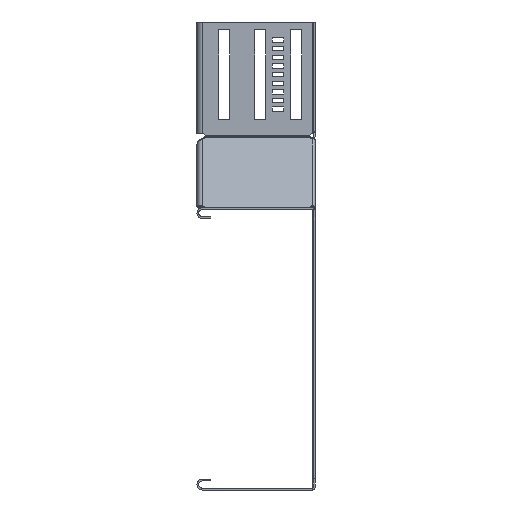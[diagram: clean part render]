
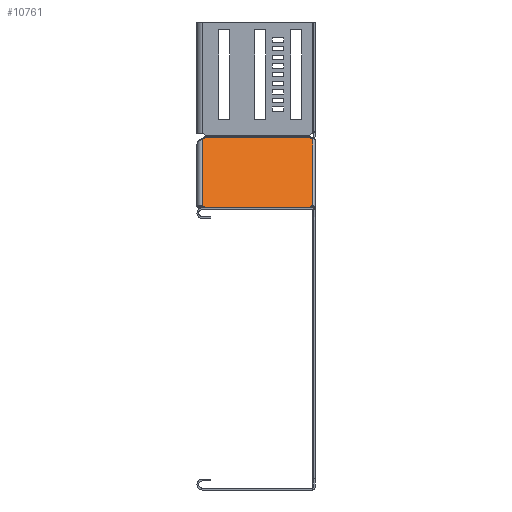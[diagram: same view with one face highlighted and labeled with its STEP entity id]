
A CAD part, left-side view. The second image highlights one B-rep face of the part: STEP entity #10761.
In plain terms, the highlighted face is planar.
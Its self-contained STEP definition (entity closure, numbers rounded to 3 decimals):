
#99 = LINE ( 'NONE', #9234, #15851 ) ;
#330 = EDGE_CURVE ( 'NONE', #19386, #5380, #19098, .T. ) ;
#421 = AXIS2_PLACEMENT_3D ( 'NONE', #12430, #3564, #7827 ) ;
#466 = DIRECTION ( 'NONE',  ( -1., 0., 0. ) ) ;
#594 = AXIS2_PLACEMENT_3D ( 'NONE', #9657, #15360, #15745 ) ;
#1084 = VECTOR ( 'NONE', #3054, 1000. ) ;
#1237 = EDGE_CURVE ( 'NONE', #5540, #2321, #99, .T. ) ;
#1275 = CARTESIAN_POINT ( 'NONE',  ( -15., 1.75, -114.725 ) ) ;
#1330 = DIRECTION ( 'NONE',  ( 0., -1., 0. ) ) ;
#1967 = VERTEX_POINT ( 'NONE', #6182 ) ;
#2074 = CARTESIAN_POINT ( 'NONE',  ( -15., 78.25, -150.101 ) ) ;
#2321 = VERTEX_POINT ( 'NONE', #5471 ) ;
#2696 = LINE ( 'NONE', #8962, #9174 ) ;
#2881 = AXIS2_PLACEMENT_3D ( 'NONE', #13997, #466, #4935 ) ;
#2954 = CARTESIAN_POINT ( 'NONE',  ( -15., 0., -79.72 ) ) ;
#3054 = DIRECTION ( 'NONE',  ( 0., 0., 1. ) ) ;
#3461 = PLANE ( 'NONE',  #421 ) ;
#3564 = DIRECTION ( 'NONE',  ( 1., 0., 0. ) ) ;
#3598 = CARTESIAN_POINT ( 'NONE',  ( -15., 3.716, -149.731 ) ) ;
#3775 = VECTOR ( 'NONE', #18458, 1000. ) ;
#3811 = EDGE_CURVE ( 'NONE', #19386, #9381, #14903, .T. ) ;
#3851 = CIRCLE ( 'NONE', #14991, 2. ) ;
#4403 = DIRECTION ( 'NONE',  ( 1., 0., 0. ) ) ;
#4668 = ORIENTED_EDGE ( 'NONE', *, *, #3811, .T. ) ;
#4935 = DIRECTION ( 'NONE',  ( 0., -1., 0. ) ) ;
#4998 = CARTESIAN_POINT ( 'NONE',  ( -15., 3.716, -79.72 ) ) ;
#5004 = CARTESIAN_POINT ( 'NONE',  ( -15., 77.25, -148.368 ) ) ;
#5041 = ORIENTED_EDGE ( 'NONE', *, *, #18520, .F. ) ;
#5054 = DIRECTION ( 'NONE',  ( -1., 0., 0. ) ) ;
#5182 = ORIENTED_EDGE ( 'NONE', *, *, #14452, .T. ) ;
#5380 = VERTEX_POINT ( 'NONE', #3598 ) ;
#5471 = CARTESIAN_POINT ( 'NONE',  ( -15., 78.25, -81.659 ) ) ;
#5540 = VERTEX_POINT ( 'NONE', #11847 ) ;
#5638 = VECTOR ( 'NONE', #10035, 1000. ) ;
#5670 = CIRCLE ( 'NONE', #594, 2. ) ;
#6182 = CARTESIAN_POINT ( 'NONE',  ( -15., 76.284, -79.72 ) ) ;
#6633 = AXIS2_PLACEMENT_3D ( 'NONE', #19640, #4403, #1330 ) ;
#7827 = DIRECTION ( 'NONE',  ( 0., 1., 0. ) ) ;
#7903 = CARTESIAN_POINT ( 'NONE',  ( -15., 1.75, -148.101 ) ) ;
#8915 = CARTESIAN_POINT ( 'NONE',  ( -15., 76.284, -149.731 ) ) ;
#8962 = CARTESIAN_POINT ( 'NONE',  ( -15., 78.25, -114.725 ) ) ;
#9174 = VECTOR ( 'NONE', #13247, 1000. ) ;
#9234 = CARTESIAN_POINT ( 'NONE',  ( -15., 77.25, -81.082 ) ) ;
#9264 = CARTESIAN_POINT ( 'NONE',  ( -15., 77.25, -148.368 ) ) ;
#9322 = FACE_OUTER_BOUND ( 'NONE', #17172, .T. ) ;
#9381 = VERTEX_POINT ( 'NONE', #16435 ) ;
#9578 = ORIENTED_EDGE ( 'NONE', *, *, #16226, .F. ) ;
#9590 = ORIENTED_EDGE ( 'NONE', *, *, #330, .F. ) ;
#9657 = CARTESIAN_POINT ( 'NONE',  ( -15., 78.25, -79.35 ) ) ;
#9944 = EDGE_CURVE ( 'NONE', #12846, #14604, #3851, .T. ) ;
#10035 = DIRECTION ( 'NONE',  ( 0., 1., 0. ) ) ;
#10231 = EDGE_CURVE ( 'NONE', #11352, #1967, #19690, .T. ) ;
#10761 = ADVANCED_FACE ( 'NONE', ( #9322 ), #3461, .F. ) ;
#11352 = VERTEX_POINT ( 'NONE', #4998 ) ;
#11847 = CARTESIAN_POINT ( 'NONE',  ( -15., 77.25, -81.082 ) ) ;
#12430 = CARTESIAN_POINT ( 'NONE',  ( -15., 0., -114.725 ) ) ;
#12457 = ORIENTED_EDGE ( 'NONE', *, *, #17219, .F. ) ;
#12625 = DIRECTION ( 'NONE',  ( 0., 1., 0. ) ) ;
#12846 = VERTEX_POINT ( 'NONE', #8915 ) ;
#13042 = LINE ( 'NONE', #19119, #5638 ) ;
#13247 = DIRECTION ( 'NONE',  ( 0., 0., 1. ) ) ;
#13870 = LINE ( 'NONE', #5004, #3775 ) ;
#13997 = CARTESIAN_POINT ( 'NONE',  ( -15., 1.75, -150.101 ) ) ;
#14186 = CARTESIAN_POINT ( 'NONE',  ( -15., 78.25, -147.791 ) ) ;
#14452 = EDGE_CURVE ( 'NONE', #9381, #11352, #19314, .T. ) ;
#14604 = VERTEX_POINT ( 'NONE', #9264 ) ;
#14903 = LINE ( 'NONE', #1275, #1084 ) ;
#14991 = AXIS2_PLACEMENT_3D ( 'NONE', #2074, #5054, #12625 ) ;
#15098 = DIRECTION ( 'NONE',  ( 0., 1., 0. ) ) ;
#15325 = DIRECTION ( 'NONE',  ( 0., 0.866, -0.5 ) ) ;
#15360 = DIRECTION ( 'NONE',  ( 1., 0., 0. ) ) ;
#15599 = VECTOR ( 'NONE', #15098, 1000. ) ;
#15745 = DIRECTION ( 'NONE',  ( 0., 1., 0. ) ) ;
#15851 = VECTOR ( 'NONE', #15325, 1000. ) ;
#16083 = ORIENTED_EDGE ( 'NONE', *, *, #10231, .T. ) ;
#16226 = EDGE_CURVE ( 'NONE', #14604, #18096, #13870, .T. ) ;
#16435 = CARTESIAN_POINT ( 'NONE',  ( -15., 1.75, -81.35 ) ) ;
#16731 = ORIENTED_EDGE ( 'NONE', *, *, #18268, .T. ) ;
#17172 = EDGE_LOOP ( 'NONE', ( #16083, #16731, #18833, #5041, #9578, #17213, #12457, #9590, #4668, #5182 ) ) ;
#17213 = ORIENTED_EDGE ( 'NONE', *, *, #9944, .F. ) ;
#17219 = EDGE_CURVE ( 'NONE', #5380, #12846, #13042, .T. ) ;
#18096 = VERTEX_POINT ( 'NONE', #14186 ) ;
#18268 = EDGE_CURVE ( 'NONE', #1967, #5540, #5670, .T. ) ;
#18458 = DIRECTION ( 'NONE',  ( 0., 0.866, 0.5 ) ) ;
#18520 = EDGE_CURVE ( 'NONE', #18096, #2321, #2696, .T. ) ;
#18833 = ORIENTED_EDGE ( 'NONE', *, *, #1237, .T. ) ;
#19098 = CIRCLE ( 'NONE', #2881, 2. ) ;
#19119 = CARTESIAN_POINT ( 'NONE',  ( -15., 0., -149.731 ) ) ;
#19314 = CIRCLE ( 'NONE', #6633, 2. ) ;
#19386 = VERTEX_POINT ( 'NONE', #7903 ) ;
#19640 = CARTESIAN_POINT ( 'NONE',  ( -15., 1.75, -79.35 ) ) ;
#19690 = LINE ( 'NONE', #2954, #15599 ) ;
